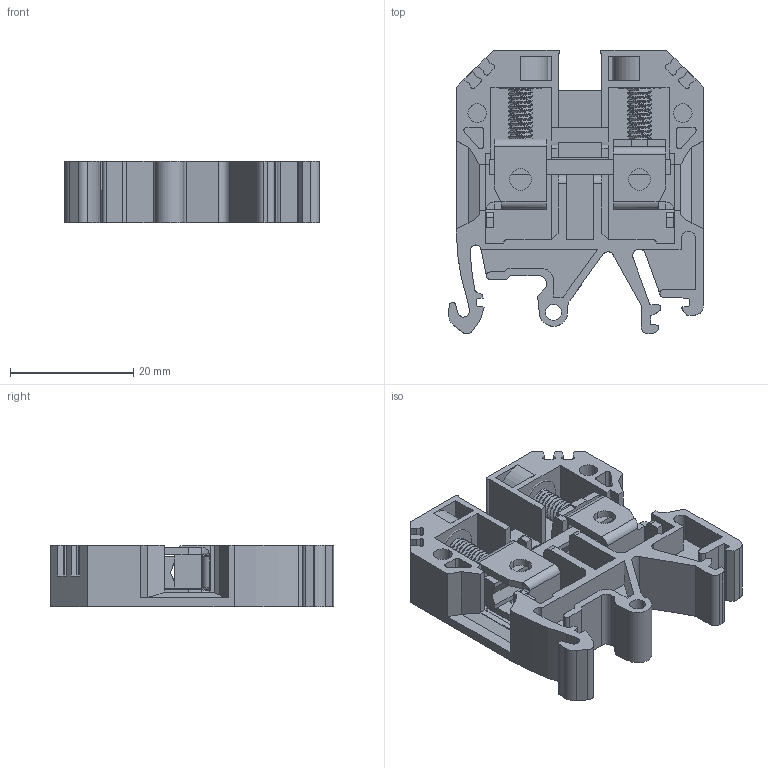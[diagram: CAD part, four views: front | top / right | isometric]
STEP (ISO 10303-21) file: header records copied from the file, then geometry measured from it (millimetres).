
FILE_DESCRIPTION (( 'STEP AP214' ), '1' );
FILE_NAME ('YZN30-010-K09_Êëåììà âèíòîâàÿ ÊÂÈ-10ìì2 îðàíæåâàÿ IEK.STEP', '2020-11-27T12:29:25', ( '' ), ( '' ), 'SwSTEP 2.0', 'SolidWorks 2017', '' );
FILE_SCHEMA (( 'AUTOMOTIVE_DESIGN' ));
Length unit declared in the file: millimetre
Products named in the file (1): YZN30-010-K09_Êëåììà âèíòîâàÿ ÊÂÈ-10ìì2 îðàíæåâàÿ IEK
Bounding box: 41.4 x 46.02 x 10 mm (x, y, z)
Volume: 7709.1 mm3; surface area: 10948.6 mm2
Topology: 6 solids, 6 shells, 552 faces, 1466 edges, 944 vertices
Faces by surface type: plane 330, cylinder 198, bspline 14, torus 6, cone 4
Entity records: 30120 total; most frequent: CARTESIAN_POINT 10380, ORIENTED_EDGE 2932, DIRECTION 2696, EDGE_CURVE 1466, VECTOR 994, LINE 994, VERTEX_POINT 944, AXIS2_PLACEMENT_3D 851
